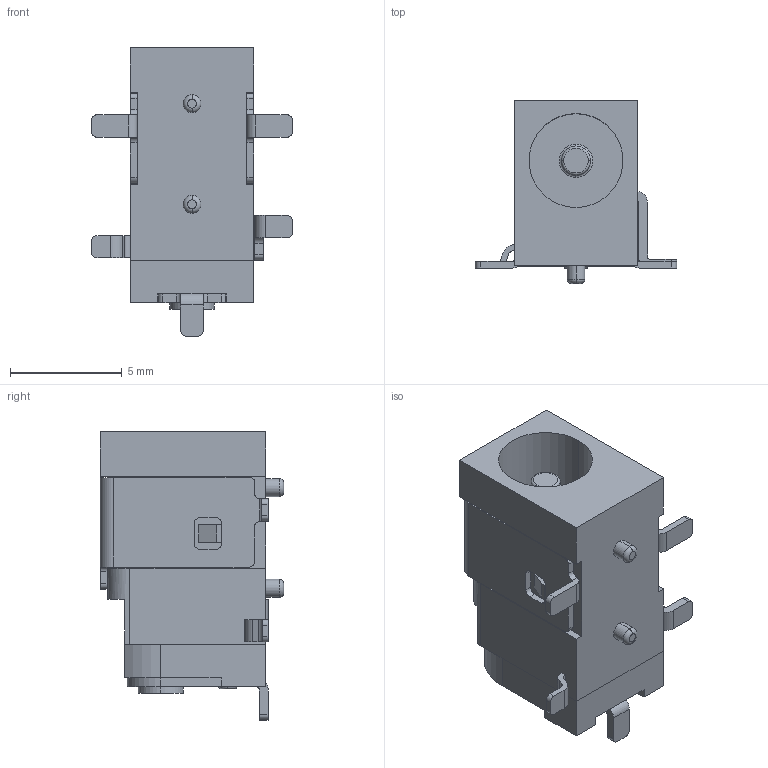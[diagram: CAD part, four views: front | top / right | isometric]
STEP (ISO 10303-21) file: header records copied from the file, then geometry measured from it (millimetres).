
FILE_DESCRIPTION(('STEP AP214'),'1');
FILE_NAME('PJ-030DH-SMT.stp','2017-01-11T22:06:37',('TraceParts'),('TraceParts S.A.'),'Spatial InterOp 3D',' ',' ');
FILE_SCHEMA(('automotive_design'));
Length unit declared in the file: millimetre
Products named in the file (5): Fillet120; Fillet119; Fillet36; Fillet122; Fillet121
Bounding box: 9 x 8.2 x 12.9 mm (x, y, z)
Volume: 356.1 mm3; surface area: 711.8 mm2
Topology: 5 solids, 5 shells, 191 faces, 497 edges, 325 vertices
Faces by surface type: plane 110, cylinder 68, torus 12, bspline 1
Entity records: 7579 total; most frequent: CARTESIAN_POINT 1100, DIRECTION 1046, ORIENTED_EDGE 994, EDGE_CURVE 497, AXIS2_PLACEMENT_3D 365, VERTEX_POINT 325, LINE 316, VECTOR 316
